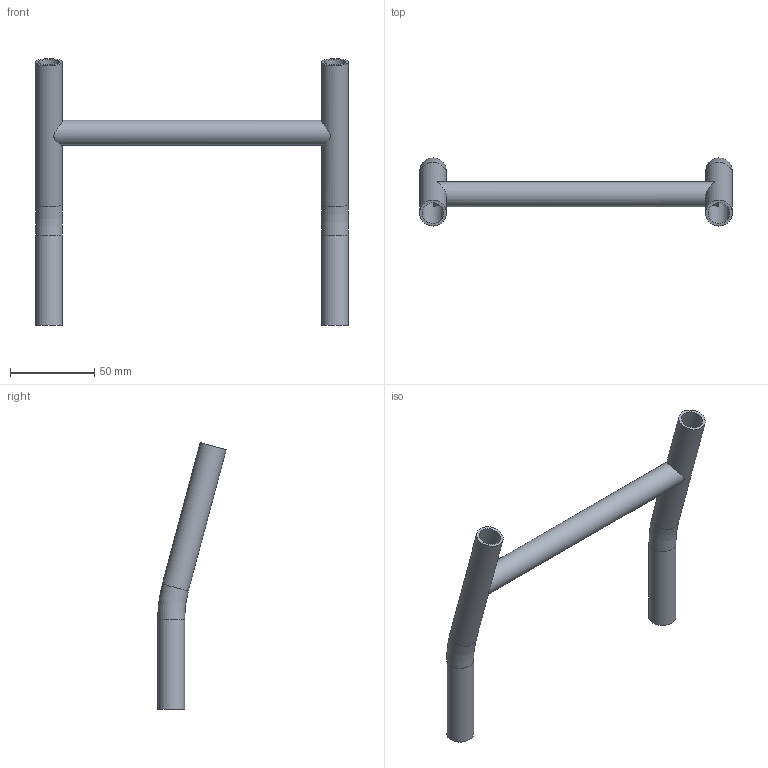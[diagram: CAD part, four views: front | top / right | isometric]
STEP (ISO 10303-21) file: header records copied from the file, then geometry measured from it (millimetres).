
FILE_DESCRIPTION( ( 'Unknown' ), '1' );
FILE_NAME( 'headrest.stp', 'Unknown', ( 'Unknown' ), ( 'Unknown' ), 'XStep 1.0', 'Unknown', ' ' );
FILE_SCHEMA( ( 'CONFIG_CONTROL_DESIGN' ) );
Length unit declared in the file: millimetre
Products named in the file (1): 1
Bounding box: 186 x 40.71 x 158.51 mm (x, y, z)
Volume: 52415.6 mm3; surface area: 36378.1 mm2
Topology: 1 solids, 1 shells, 23 faces, 51 edges, 30 vertices
Faces by surface type: cylinder 13, plane 6, torus 4
Full cylindrical faces by diameter (mm): 12.8 x4, 15 x1, 16 x4
Entity records: 932 total; most frequent: CARTESIAN_POINT 464, DIRECTION 92, ORIENTED_EDGE 60, AXIS2_PLACEMENT_3D 44, EDGE_LOOP 44, FACE_OUTER_BOUND 36, EDGE_CURVE 30, VERTEX_POINT 26
